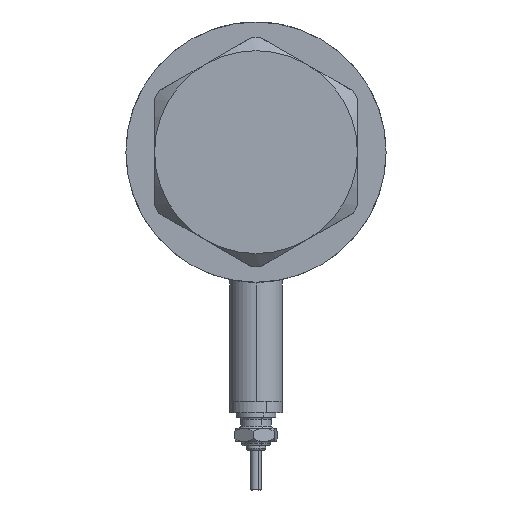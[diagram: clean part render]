
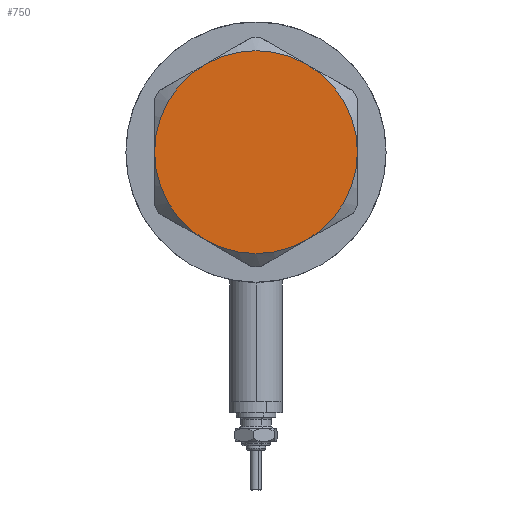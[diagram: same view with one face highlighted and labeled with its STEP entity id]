
A CAD part, left-side view. The second image highlights one B-rep face of the part: STEP entity #750.
In plain terms, the highlighted face is planar.
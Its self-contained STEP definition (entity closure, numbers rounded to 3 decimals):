
#5 = DIRECTION ( 'NONE',  ( 0., 0., 1. ) ) ;
#126 = DIRECTION ( 'NONE',  ( 0., 0., 1. ) ) ;
#214 = ORIENTED_EDGE ( 'NONE', *, *, #2703, .T. ) ;
#284 = AXIS2_PLACEMENT_3D ( 'NONE', #5002, #5034, #4491 ) ;
#309 = CARTESIAN_POINT ( 'NONE',  ( 23., 0., 13. ) ) ;
#318 = ORIENTED_EDGE ( 'NONE', *, *, #5248, .T. ) ;
#370 = DIRECTION ( 'NONE',  ( 0., 0., 1. ) ) ;
#450 = FACE_OUTER_BOUND ( 'NONE', #4917, .T. ) ;
#524 = EDGE_CURVE ( 'NONE', #5333, #742, #5334, .T. ) ;
#573 = CIRCLE ( 'NONE', #1347, 23. ) ;
#598 = CARTESIAN_POINT ( 'NONE',  ( 0., 0., 13. ) ) ;
#742 = VERTEX_POINT ( 'NONE', #3622 ) ;
#750 = ADVANCED_FACE ( 'NONE', ( #450 ), #5647, .T. ) ;
#819 = AXIS2_PLACEMENT_3D ( 'NONE', #5678, #1037, #4619 ) ;
#1003 = ORIENTED_EDGE ( 'NONE', *, *, #2111, .T. ) ;
#1037 = DIRECTION ( 'NONE',  ( 0., 0., 1. ) ) ;
#1098 = ORIENTED_EDGE ( 'NONE', *, *, #6450, .T. ) ;
#1160 = CARTESIAN_POINT ( 'NONE',  ( 11.5, 19.919, 13. ) ) ;
#1210 = DIRECTION ( 'NONE',  ( 1., 0., 0. ) ) ;
#1241 = CIRCLE ( 'NONE', #6506, 23. ) ;
#1339 = CARTESIAN_POINT ( 'NONE',  ( 11.5, -19.919, 13. ) ) ;
#1347 = AXIS2_PLACEMENT_3D ( 'NONE', #598, #126, #1210 ) ;
#1386 = DIRECTION ( 'NONE',  ( 1., 0., 0. ) ) ;
#1496 = DIRECTION ( 'NONE',  ( 1., 0., 0. ) ) ;
#2013 = CARTESIAN_POINT ( 'NONE',  ( 0., 0., 13. ) ) ;
#2075 = AXIS2_PLACEMENT_3D ( 'NONE', #4549, #6555, #5127 ) ;
#2111 = EDGE_CURVE ( 'NONE', #742, #2288, #4945, .T. ) ;
#2212 = CIRCLE ( 'NONE', #5728, 23. ) ;
#2266 = DIRECTION ( 'NONE',  ( 0., 0., 1. ) ) ;
#2288 = VERTEX_POINT ( 'NONE', #1339 ) ;
#2703 = EDGE_CURVE ( 'NONE', #2288, #3437, #3030, .T. ) ;
#3030 = CIRCLE ( 'NONE', #4096, 23. ) ;
#3437 = VERTEX_POINT ( 'NONE', #309 ) ;
#3550 = CARTESIAN_POINT ( 'NONE',  ( -23., 0., 13. ) ) ;
#3622 = CARTESIAN_POINT ( 'NONE',  ( -11.5, -19.919, 13. ) ) ;
#3705 = ORIENTED_EDGE ( 'NONE', *, *, #4306, .T. ) ;
#4096 = AXIS2_PLACEMENT_3D ( 'NONE', #2013, #370, #1496 ) ;
#4159 = ORIENTED_EDGE ( 'NONE', *, *, #524, .T. ) ;
#4306 = EDGE_CURVE ( 'NONE', #5844, #4602, #2212, .T. ) ;
#4491 = DIRECTION ( 'NONE',  ( 1., 0., 0. ) ) ;
#4549 = CARTESIAN_POINT ( 'NONE',  ( 0., 0., 13. ) ) ;
#4602 = VERTEX_POINT ( 'NONE', #5864 ) ;
#4619 = DIRECTION ( 'NONE',  ( 1., 0., 0. ) ) ;
#4639 = CARTESIAN_POINT ( 'NONE',  ( 0., 0., 13. ) ) ;
#4917 = EDGE_LOOP ( 'NONE', ( #214, #318, #3705, #1098, #4159, #1003 ) ) ;
#4945 = CIRCLE ( 'NONE', #2075, 23. ) ;
#5002 = CARTESIAN_POINT ( 'NONE',  ( 0., 0., 13. ) ) ;
#5034 = DIRECTION ( 'NONE',  ( 0., 0., 1. ) ) ;
#5127 = DIRECTION ( 'NONE',  ( 1., 0., 0. ) ) ;
#5184 = DIRECTION ( 'NONE',  ( 1., 0., 0. ) ) ;
#5248 = EDGE_CURVE ( 'NONE', #3437, #5844, #1241, .T. ) ;
#5333 = VERTEX_POINT ( 'NONE', #3550 ) ;
#5334 = CIRCLE ( 'NONE', #284, 23. ) ;
#5647 = PLANE ( 'NONE',  #819 ) ;
#5678 = CARTESIAN_POINT ( 'NONE',  ( 0., 0., 13. ) ) ;
#5728 = AXIS2_PLACEMENT_3D ( 'NONE', #4639, #5, #5184 ) ;
#5844 = VERTEX_POINT ( 'NONE', #1160 ) ;
#5864 = CARTESIAN_POINT ( 'NONE',  ( -11.5, 19.919, 13. ) ) ;
#6391 = CARTESIAN_POINT ( 'NONE',  ( 0., 0., 13. ) ) ;
#6450 = EDGE_CURVE ( 'NONE', #4602, #5333, #573, .T. ) ;
#6506 = AXIS2_PLACEMENT_3D ( 'NONE', #6391, #2266, #1386 ) ;
#6555 = DIRECTION ( 'NONE',  ( 0., 0., 1. ) ) ;
